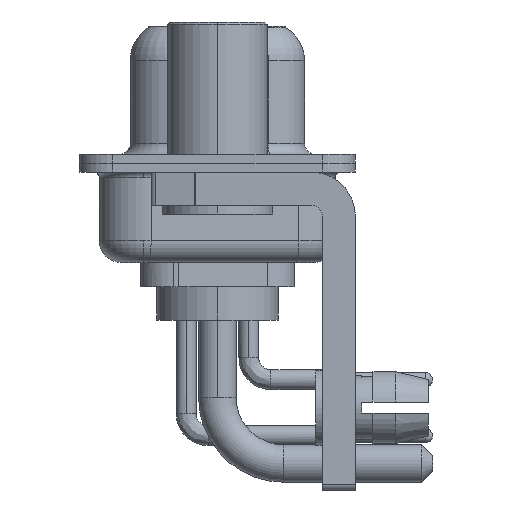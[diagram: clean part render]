
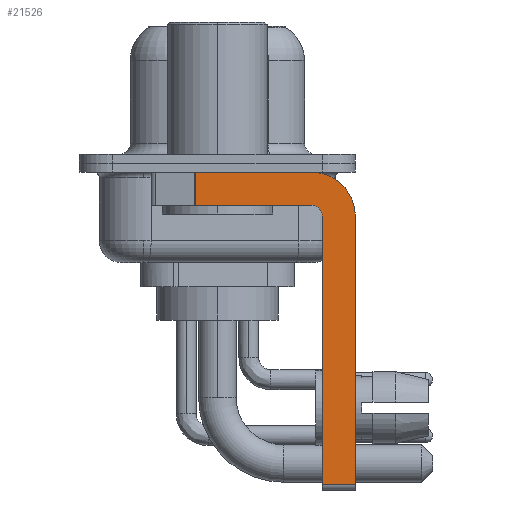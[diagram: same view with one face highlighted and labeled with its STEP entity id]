
A CAD part, left-side view. The second image highlights one B-rep face of the part: STEP entity #21526.
In plain terms, the highlighted planar face has unit normal (-1, 0, 0).
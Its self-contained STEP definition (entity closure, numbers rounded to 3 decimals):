
#1124 = LINE ( 'NONE', #23547, #20768 ) ;
#1594 = CARTESIAN_POINT ( 'NONE',  ( -2.9, -4.25, -2.4 ) ) ;
#1676 = CARTESIAN_POINT ( 'NONE',  ( -2.9, -4.25, -1.9 ) ) ;
#1983 = EDGE_CURVE ( 'NONE', #4258, #25102, #8085, .T. ) ;
#2658 = CIRCLE ( 'NONE', #15773, 0.5 ) ;
#4258 = VERTEX_POINT ( 'NONE', #18983 ) ;
#4488 = CARTESIAN_POINT ( 'NONE',  ( -2.9, 3., -0.4 ) ) ;
#4702 = EDGE_CURVE ( 'NONE', #10991, #19629, #24207, .T. ) ;
#4763 = ORIENTED_EDGE ( 'NONE', *, *, #18556, .F. ) ;
#4941 = ORIENTED_EDGE ( 'NONE', *, *, #16671, .F. ) ;
#5703 = CARTESIAN_POINT ( 'NONE',  ( -2.9, -4.75, -2.4 ) ) ;
#5874 = ORIENTED_EDGE ( 'NONE', *, *, #4702, .T. ) ;
#6151 = AXIS2_PLACEMENT_3D ( 'NONE', #23777, #15438, #10439 ) ;
#6574 = CARTESIAN_POINT ( 'NONE',  ( -2.9, -4.25, -14.55 ) ) ;
#6717 = DIRECTION ( 'NONE',  ( 0., -1., 0. ) ) ;
#8085 = LINE ( 'NONE', #10559, #25952 ) ;
#8373 = DIRECTION ( 'NONE',  ( 0., 0., -1. ) ) ;
#8569 = CARTESIAN_POINT ( 'NONE',  ( -2.9, 0.978, -1.9 ) ) ;
#8994 = VERTEX_POINT ( 'NONE', #21995 ) ;
#9943 = VERTEX_POINT ( 'NONE', #1676 ) ;
#10121 = ORIENTED_EDGE ( 'NONE', *, *, #20079, .T. ) ;
#10165 = LINE ( 'NONE', #25445, #20216 ) ;
#10439 = DIRECTION ( 'NONE',  ( 0., 0., -1. ) ) ;
#10559 = CARTESIAN_POINT ( 'NONE',  ( -2.9, -6.25, -2.4 ) ) ;
#10991 = VERTEX_POINT ( 'NONE', #21771 ) ;
#11184 = DIRECTION ( 'NONE',  ( 0., 0., 1. ) ) ;
#11586 = EDGE_LOOP ( 'NONE', ( #27388, #5874, #4763, #4941, #13567, #10121, #15944, #17569 ) ) ;
#12244 = DIRECTION ( 'NONE',  ( 0., 0., 1. ) ) ;
#12589 = DIRECTION ( 'NONE',  ( 0., 0., -1. ) ) ;
#12635 = CARTESIAN_POINT ( 'NONE',  ( -2.9, 0.978, -1.9 ) ) ;
#13539 = DIRECTION ( 'NONE',  ( -1., 0., 0. ) ) ;
#13567 = ORIENTED_EDGE ( 'NONE', *, *, #20849, .F. ) ;
#14461 = DIRECTION ( 'NONE',  ( 0., 1., 0. ) ) ;
#15355 = LINE ( 'NONE', #4488, #19707 ) ;
#15438 = DIRECTION ( 'NONE',  ( 1., 0., 0. ) ) ;
#15558 = AXIS2_PLACEMENT_3D ( 'NONE', #1594, #23728, #12589 ) ;
#15773 = AXIS2_PLACEMENT_3D ( 'NONE', #16172, #13539, #11184 ) ;
#15944 = ORIENTED_EDGE ( 'NONE', *, *, #1983, .F. ) ;
#16172 = CARTESIAN_POINT ( 'NONE',  ( -2.9, -4.25, -2.4 ) ) ;
#16671 = EDGE_CURVE ( 'NONE', #18308, #9943, #2658, .T. ) ;
#17569 = ORIENTED_EDGE ( 'NONE', *, *, #17594, .F. ) ;
#17594 = EDGE_CURVE ( 'NONE', #18477, #4258, #28169, .T. ) ;
#18308 = VERTEX_POINT ( 'NONE', #5703 ) ;
#18477 = VERTEX_POINT ( 'NONE', #28071 ) ;
#18556 = EDGE_CURVE ( 'NONE', #9943, #19629, #1124, .T. ) ;
#18983 = CARTESIAN_POINT ( 'NONE',  ( -2.9, -6.25, -2.4 ) ) ;
#19525 = DIRECTION ( 'NONE',  ( 0., 0., -1. ) ) ;
#19543 = PLANE ( 'NONE',  #6151 ) ;
#19583 = CARTESIAN_POINT ( 'NONE',  ( -2.9, -6.25, -14.55 ) ) ;
#19629 = VERTEX_POINT ( 'NONE', #8569 ) ;
#19686 = VECTOR ( 'NONE', #6717, 1000. ) ;
#19707 = VECTOR ( 'NONE', #24288, 1000. ) ;
#20079 = EDGE_CURVE ( 'NONE', #8994, #25102, #20225, .T. ) ;
#20216 = VECTOR ( 'NONE', #12244, 1000. ) ;
#20225 = LINE ( 'NONE', #6574, #19686 ) ;
#20552 = EDGE_CURVE ( 'NONE', #10991, #18477, #15355, .T. ) ;
#20768 = VECTOR ( 'NONE', #14461, 1000. ) ;
#20849 = EDGE_CURVE ( 'NONE', #8994, #18308, #10165, .T. ) ;
#21526 = ADVANCED_FACE ( 'NONE', ( #24223 ), #19543, .F. ) ;
#21771 = CARTESIAN_POINT ( 'NONE',  ( -2.9, 0.978, -0.4 ) ) ;
#21995 = CARTESIAN_POINT ( 'NONE',  ( -2.9, -4.75, -14.55 ) ) ;
#22454 = VECTOR ( 'NONE', #8373, 1000. ) ;
#23547 = CARTESIAN_POINT ( 'NONE',  ( -2.9, -4.25, -1.9 ) ) ;
#23728 = DIRECTION ( 'NONE',  ( 1., 0., 0. ) ) ;
#23777 = CARTESIAN_POINT ( 'NONE',  ( -2.9, -4.25, -2.4 ) ) ;
#24207 = LINE ( 'NONE', #12635, #22454 ) ;
#24223 = FACE_OUTER_BOUND ( 'NONE', #11586, .T. ) ;
#24288 = DIRECTION ( 'NONE',  ( 0., -1., 0. ) ) ;
#25102 = VERTEX_POINT ( 'NONE', #19583 ) ;
#25445 = CARTESIAN_POINT ( 'NONE',  ( -2.9, -4.75, -14.8 ) ) ;
#25952 = VECTOR ( 'NONE', #19525, 1000. ) ;
#27388 = ORIENTED_EDGE ( 'NONE', *, *, #20552, .F. ) ;
#28071 = CARTESIAN_POINT ( 'NONE',  ( -2.9, -4.25, -0.4 ) ) ;
#28169 = CIRCLE ( 'NONE', #15558, 2. ) ;
